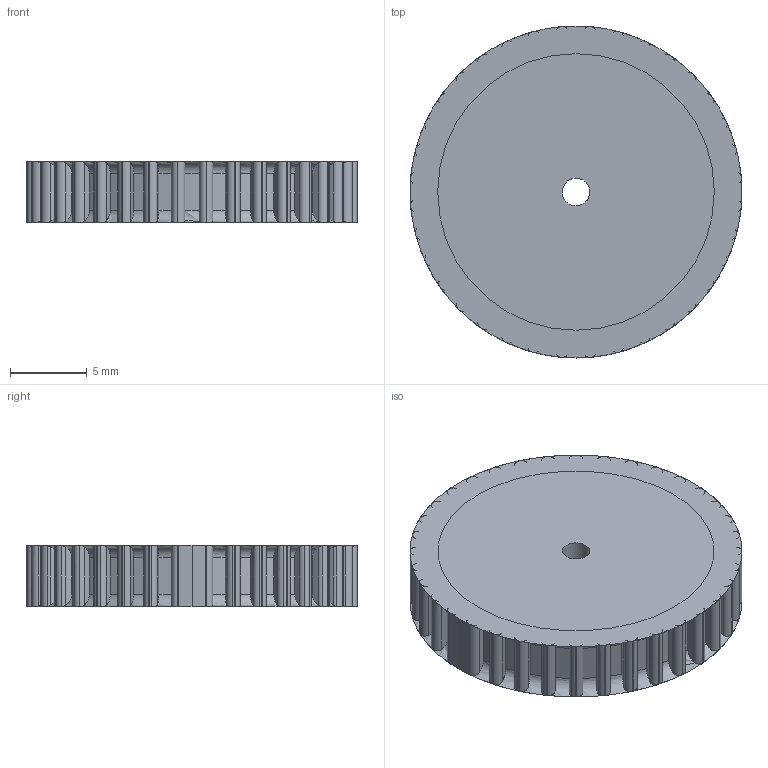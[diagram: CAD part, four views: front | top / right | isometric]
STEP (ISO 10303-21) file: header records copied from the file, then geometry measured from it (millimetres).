
FILE_DESCRIPTION(('HOOPS Exchange Step'),'2;1');
FILE_NAME('temp_export','2023-12-17T00:51:53-05:00',('jscotto'),('Shapr3D Limited'),'HOOPS Exchange 2023.2','Shapr3D','Authorized');
FILE_SCHEMA( ('AUTOMOTIVE_DESIGN { 1 0 10303 214 1 1 1 1 }') );
Length unit declared in the file: millimetre
Products named in the file (1): Topper (A)
Bounding box: 21.6 x 21.6 x 4 mm (x, y, z)
Volume: 1305.6 mm3; surface area: 1296.8 mm2
Topology: 1 solids, 1 shells, 321 faces, 945 edges, 634 vertices
Faces by surface type: cylinder 128, plane 118, extrusion 72, bspline 3
Entity records: 14544 total; most frequent: CARTESIAN_POINT 7213, ORIENTED_EDGE 1890, DIRECTION 1024, EDGE_CURVE 945, VERTEX_POINT 634, B_SPLINE_CURVE_WITH_KNOTS 415, VECTOR 386, EDGE_LOOP 331
